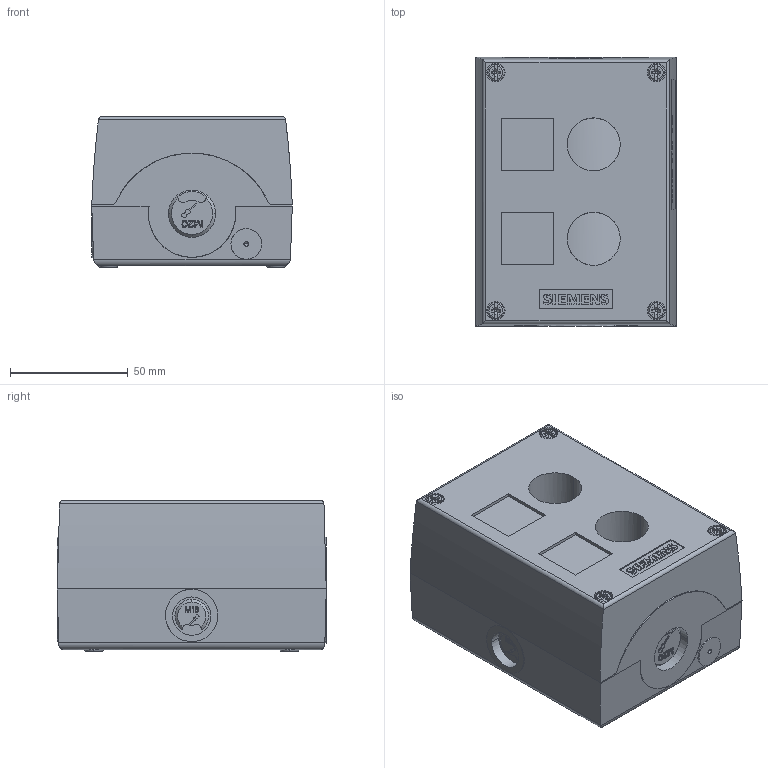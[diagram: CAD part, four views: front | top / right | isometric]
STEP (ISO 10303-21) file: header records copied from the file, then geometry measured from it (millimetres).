
FILE_DESCRIPTION(('STEP AP214'),'1');
FILE_NAME('cctmp_9810875F-1CB8-4F88-AABF-507AD957DE30_2023_07_21_14_45_15_0492..stp','2023-07-21T12:45:16',('SIEMENS A&D'),('CADClick - www.CADClick.com'),'Spatial InterOp 3D postprocessed',' ','unknown authorization');
FILE_SCHEMA(('AUTOMOTIVE_DESIGN'));
Length unit declared in the file: millimetre
Products named in the file (1): 2023_07_21_14_45_15_0434
Bounding box: 85.06 x 114.2 x 64 mm (x, y, z)
Volume: 536208.6 mm3; surface area: 63081.6 mm2
Topology: 1 solids, 3 shells, 1334 faces, 3685 edges, 2444 vertices
Faces by surface type: plane 937, cylinder 267, extrusion 90, cone 22, torus 16, sphere 2
Entity records: 54535 total; most frequent: CARTESIAN_POINT 12383, ORIENTED_EDGE 7366, DIRECTION 6395, EDGE_CURVE 3683, VECTOR 2823, LINE 2733, VERTEX_POINT 2444, STYLED_ITEM 2409
